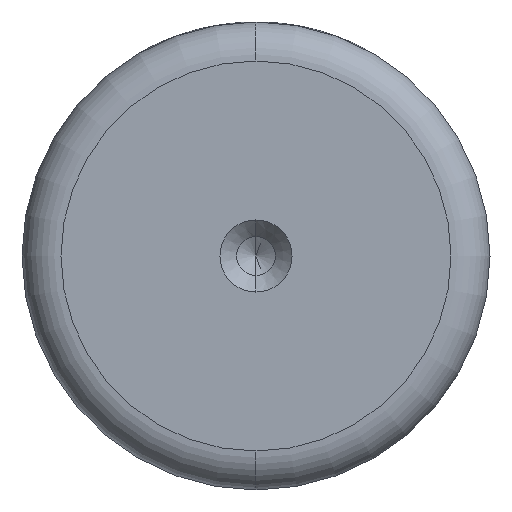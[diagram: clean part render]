
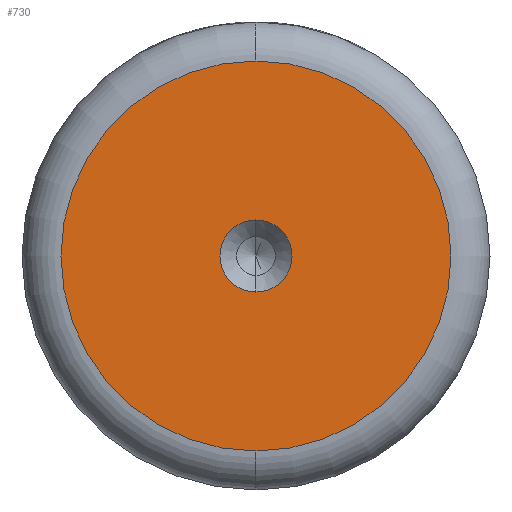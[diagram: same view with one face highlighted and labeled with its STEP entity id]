
A CAD part, left-side view. The second image highlights one B-rep face of the part: STEP entity #730.
In plain terms, the highlighted planar face has unit normal (-1, 0, 0).
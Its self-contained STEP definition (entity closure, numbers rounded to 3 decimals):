
#7 = DIRECTION ( 'NONE',  ( -1., 0., 0. ) ) ;
#35 = DIRECTION ( 'NONE',  ( -1., 0., 0. ) ) ;
#120 = CARTESIAN_POINT ( 'NONE',  ( 0., 0., 0. ) ) ;
#143 = EDGE_CURVE ( 'NONE', #999, #439, #1346, .T. ) ;
#179 = CARTESIAN_POINT ( 'NONE',  ( 0., 0., 0. ) ) ;
#192 = EDGE_CURVE ( 'NONE', #1054, #423, #787, .T. ) ;
#199 = EDGE_CURVE ( 'NONE', #439, #999, #337, .T. ) ;
#262 = ORIENTED_EDGE ( 'NONE', *, *, #192, .F. ) ;
#285 = EDGE_LOOP ( 'NONE', ( #262, #1115 ) ) ;
#286 = CARTESIAN_POINT ( 'NONE',  ( 0., 0., 10. ) ) ;
#300 = DIRECTION ( 'NONE',  ( 0., 0., 1. ) ) ;
#337 = CIRCLE ( 'NONE', #1092, 10. ) ;
#402 = CARTESIAN_POINT ( 'NONE',  ( 0., 0., 0. ) ) ;
#420 = CARTESIAN_POINT ( 'NONE',  ( 0., 0., -1.85 ) ) ;
#423 = VERTEX_POINT ( 'NONE', #420 ) ;
#431 = FACE_OUTER_BOUND ( 'NONE', #522, .T. ) ;
#439 = VERTEX_POINT ( 'NONE', #941 ) ;
#449 = ORIENTED_EDGE ( 'NONE', *, *, #143, .T. ) ;
#516 = DIRECTION ( 'NONE',  ( 0., 0., 1. ) ) ;
#522 = EDGE_LOOP ( 'NONE', ( #449, #774 ) ) ;
#569 = CIRCLE ( 'NONE', #1127, 1.85 ) ;
#629 = CARTESIAN_POINT ( 'NONE',  ( 0., 0., 0. ) ) ;
#673 = AXIS2_PLACEMENT_3D ( 'NONE', #629, #1341, #727 ) ;
#712 = CARTESIAN_POINT ( 'NONE',  ( 0., 0., 0. ) ) ;
#727 = DIRECTION ( 'NONE',  ( 0., 0., 1. ) ) ;
#730 = ADVANCED_FACE ( 'NONE', ( #973, #431 ), #1305, .T. ) ;
#774 = ORIENTED_EDGE ( 'NONE', *, *, #199, .T. ) ;
#782 = DIRECTION ( 'NONE',  ( 0., 0., 1. ) ) ;
#787 = CIRCLE ( 'NONE', #673, 1.85 ) ;
#810 = DIRECTION ( 'NONE',  ( 0., 0., 1. ) ) ;
#822 = CARTESIAN_POINT ( 'NONE',  ( 0., 0., 1.85 ) ) ;
#893 = EDGE_CURVE ( 'NONE', #423, #1054, #569, .T. ) ;
#938 = DIRECTION ( 'NONE',  ( -1., 0., 0. ) ) ;
#941 = CARTESIAN_POINT ( 'NONE',  ( 0., 0., -10. ) ) ;
#973 = FACE_BOUND ( 'NONE', #285, .T. ) ;
#999 = VERTEX_POINT ( 'NONE', #286 ) ;
#1025 = AXIS2_PLACEMENT_3D ( 'NONE', #120, #7, #782 ) ;
#1054 = VERTEX_POINT ( 'NONE', #822 ) ;
#1092 = AXIS2_PLACEMENT_3D ( 'NONE', #179, #938, #300 ) ;
#1115 = ORIENTED_EDGE ( 'NONE', *, *, #893, .F. ) ;
#1127 = AXIS2_PLACEMENT_3D ( 'NONE', #712, #35, #810 ) ;
#1131 = DIRECTION ( 'NONE',  ( -1., 0., 0. ) ) ;
#1259 = AXIS2_PLACEMENT_3D ( 'NONE', #402, #1131, #516 ) ;
#1305 = PLANE ( 'NONE',  #1025 ) ;
#1341 = DIRECTION ( 'NONE',  ( -1., 0., 0. ) ) ;
#1346 = CIRCLE ( 'NONE', #1259, 10. ) ;
